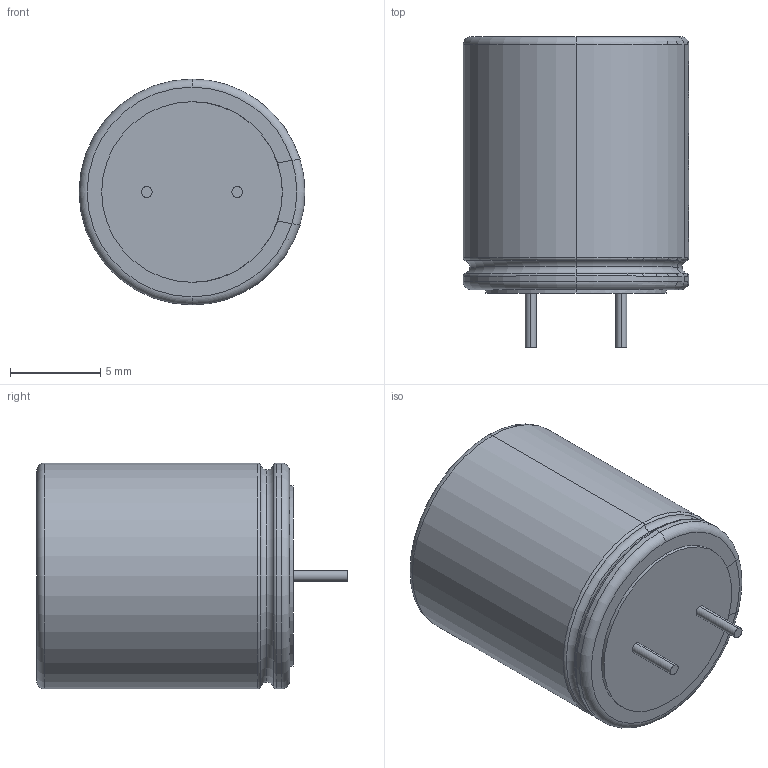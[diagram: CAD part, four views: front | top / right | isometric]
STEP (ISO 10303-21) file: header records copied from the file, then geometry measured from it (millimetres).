
FILE_DESCRIPTION (( 'STEP AP214' ), '1' );
FILE_NAME ('CAP ALTH D-12.5MM L-5.0MM H-14MM .STEP', '2017-01-07T06:27:29', ( '' ), ( '' ), 'SwSTEP 2.0', 'SolidWorks 2016', '' );
FILE_SCHEMA (( 'AUTOMOTIVE_DESIGN' ));
Length unit declared in the file: millimetre
Products named in the file (1): CAP ALTH D-12.5MM L-5.0MM H-14MM 
Bounding box: 12.5 x 17.2 x 12.5 mm (x, y, z)
Volume: 1720.4 mm3; surface area: 810.4 mm2
Topology: 1 solids, 1 shells, 54 faces, 124 edges, 80 vertices
Faces by surface type: torus 24, cylinder 22, plane 8
Entity records: 2011 total; most frequent: CARTESIAN_POINT 479, DIRECTION 278, ORIENTED_EDGE 248, EDGE_CURVE 124, AXIS2_PLACEMENT_3D 123, VERTEX_POINT 80, CIRCLE 68, EDGE_LOOP 62
